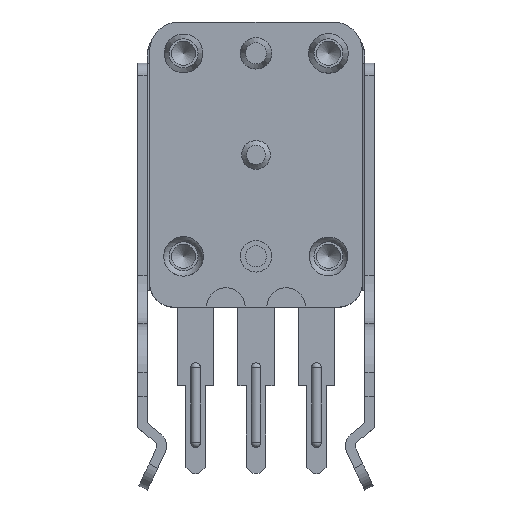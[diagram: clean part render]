
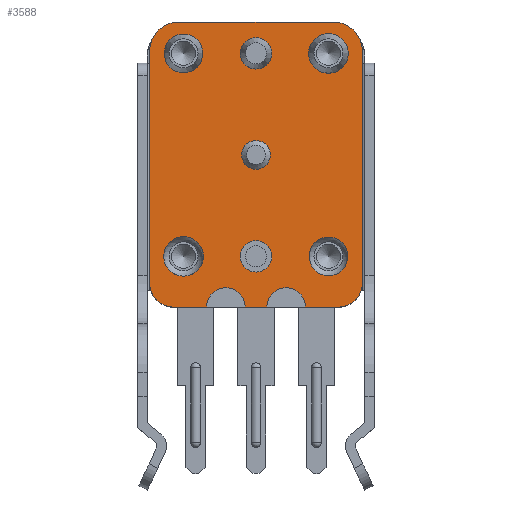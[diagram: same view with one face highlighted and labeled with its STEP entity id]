
A CAD part, top view. The second image highlights one B-rep face of the part: STEP entity #3588.
In plain terms, the highlighted planar face has unit normal (0, 0, 1).
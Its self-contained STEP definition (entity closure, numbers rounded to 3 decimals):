
#26=FACE_BOUND('',#1214,.T.);
#27=FACE_BOUND('',#1215,.T.);
#28=FACE_BOUND('',#1216,.T.);
#29=FACE_BOUND('',#1217,.T.);
#30=FACE_BOUND('',#1218,.T.);
#31=FACE_BOUND('',#1219,.T.);
#32=FACE_BOUND('',#1220,.T.);
#99=PLANE('',#3917);
#415=LINE('',#5751,#757);
#416=LINE('',#5755,#758);
#417=LINE('',#5759,#759);
#418=LINE('',#5763,#760);
#419=LINE('',#5767,#761);
#420=LINE('',#5770,#762);
#757=VECTOR('',#4701,1000.);
#758=VECTOR('',#4704,1000.);
#759=VECTOR('',#4707,1000.);
#760=VECTOR('',#4710,1000.);
#761=VECTOR('',#4713,1000.);
#762=VECTOR('',#4716,1000.);
#1019=FACE_OUTER_BOUND('',#1213,.T.);
#1213=EDGE_LOOP('',(#2895,#2896,#2897,#2898,#2899,#2900,#2901,#2902,#2903,
#2904,#2905,#2906));
#1214=EDGE_LOOP('',(#2907,#2908));
#1215=EDGE_LOOP('',(#2909,#2910));
#1216=EDGE_LOOP('',(#2911,#2912));
#1217=EDGE_LOOP('',(#2913,#2914));
#1218=EDGE_LOOP('',(#2915,#2916));
#1219=EDGE_LOOP('',(#2917,#2918));
#1220=EDGE_LOOP('',(#2919,#2920));
#1341=CIRCLE('',#3737,0.65);
#1342=CIRCLE('',#3738,0.65);
#1343=CIRCLE('',#3740,0.65);
#1344=CIRCLE('',#3741,0.65);
#1345=CIRCLE('',#3743,0.82);
#1346=CIRCLE('',#3744,0.82);
#1347=CIRCLE('',#3746,0.8);
#1348=CIRCLE('',#3747,0.8);
#1349=CIRCLE('',#3749,0.82);
#1350=CIRCLE('',#3750,0.82);
#1351=CIRCLE('',#3752,0.8);
#1352=CIRCLE('',#3753,0.8);
#1357=CIRCLE('',#3760,0.595);
#1358=CIRCLE('',#3761,0.595);
#1426=CIRCLE('',#3918,0.8);
#1427=CIRCLE('',#3919,1.);
#1428=CIRCLE('',#3920,1.2);
#1429=CIRCLE('',#3921,1.2);
#1430=CIRCLE('',#3922,1.);
#1431=CIRCLE('',#3923,0.8);
#1498=VERTEX_POINT('',#5157);
#1499=VERTEX_POINT('',#5159);
#1500=VERTEX_POINT('',#5163);
#1501=VERTEX_POINT('',#5165);
#1502=VERTEX_POINT('',#5169);
#1503=VERTEX_POINT('',#5170);
#1504=VERTEX_POINT('',#5175);
#1505=VERTEX_POINT('',#5177);
#1506=VERTEX_POINT('',#5181);
#1507=VERTEX_POINT('',#5182);
#1508=VERTEX_POINT('',#5187);
#1509=VERTEX_POINT('',#5189);
#1514=VERTEX_POINT('',#5203);
#1515=VERTEX_POINT('',#5204);
#1686=VERTEX_POINT('',#5747);
#1687=VERTEX_POINT('',#5748);
#1688=VERTEX_POINT('',#5750);
#1689=VERTEX_POINT('',#5752);
#1690=VERTEX_POINT('',#5754);
#1691=VERTEX_POINT('',#5756);
#1692=VERTEX_POINT('',#5758);
#1693=VERTEX_POINT('',#5760);
#1694=VERTEX_POINT('',#5762);
#1695=VERTEX_POINT('',#5764);
#1696=VERTEX_POINT('',#5766);
#1697=VERTEX_POINT('',#5768);
#1843=EDGE_CURVE('',#1498,#1499,#1341,.T.);
#1844=EDGE_CURVE('',#1499,#1498,#1342,.T.);
#1846=EDGE_CURVE('',#1500,#1501,#1343,.T.);
#1847=EDGE_CURVE('',#1501,#1500,#1344,.T.);
#1848=EDGE_CURVE('',#1502,#1503,#1345,.T.);
#1850=EDGE_CURVE('',#1503,#1502,#1346,.T.);
#1852=EDGE_CURVE('',#1504,#1505,#1347,.T.);
#1853=EDGE_CURVE('',#1505,#1504,#1348,.T.);
#1854=EDGE_CURVE('',#1506,#1507,#1349,.T.);
#1856=EDGE_CURVE('',#1507,#1506,#1350,.T.);
#1858=EDGE_CURVE('',#1508,#1509,#1351,.T.);
#1859=EDGE_CURVE('',#1509,#1508,#1352,.T.);
#1865=EDGE_CURVE('',#1514,#1515,#1357,.T.);
#1866=EDGE_CURVE('',#1515,#1514,#1358,.T.);
#2120=EDGE_CURVE('',#1686,#1687,#1426,.T.);
#2121=EDGE_CURVE('',#1686,#1688,#415,.T.);
#2122=EDGE_CURVE('',#1688,#1689,#1427,.T.);
#2123=EDGE_CURVE('',#1689,#1690,#416,.T.);
#2124=EDGE_CURVE('',#1690,#1691,#1428,.T.);
#2125=EDGE_CURVE('',#1691,#1692,#417,.T.);
#2126=EDGE_CURVE('',#1692,#1693,#1429,.T.);
#2127=EDGE_CURVE('',#1693,#1694,#418,.T.);
#2128=EDGE_CURVE('',#1694,#1695,#1430,.T.);
#2129=EDGE_CURVE('',#1695,#1696,#419,.T.);
#2130=EDGE_CURVE('',#1697,#1696,#1431,.T.);
#2131=EDGE_CURVE('',#1697,#1687,#420,.T.);
#2895=ORIENTED_EDGE('',*,*,#2120,.F.);
#2896=ORIENTED_EDGE('',*,*,#2121,.T.);
#2897=ORIENTED_EDGE('',*,*,#2122,.T.);
#2898=ORIENTED_EDGE('',*,*,#2123,.T.);
#2899=ORIENTED_EDGE('',*,*,#2124,.T.);
#2900=ORIENTED_EDGE('',*,*,#2125,.T.);
#2901=ORIENTED_EDGE('',*,*,#2126,.T.);
#2902=ORIENTED_EDGE('',*,*,#2127,.T.);
#2903=ORIENTED_EDGE('',*,*,#2128,.T.);
#2904=ORIENTED_EDGE('',*,*,#2129,.T.);
#2905=ORIENTED_EDGE('',*,*,#2130,.F.);
#2906=ORIENTED_EDGE('',*,*,#2131,.T.);
#2907=ORIENTED_EDGE('',*,*,#1859,.F.);
#2908=ORIENTED_EDGE('',*,*,#1858,.F.);
#2909=ORIENTED_EDGE('',*,*,#1844,.F.);
#2910=ORIENTED_EDGE('',*,*,#1843,.F.);
#2911=ORIENTED_EDGE('',*,*,#1854,.F.);
#2912=ORIENTED_EDGE('',*,*,#1856,.F.);
#2913=ORIENTED_EDGE('',*,*,#1853,.F.);
#2914=ORIENTED_EDGE('',*,*,#1852,.F.);
#2915=ORIENTED_EDGE('',*,*,#1847,.F.);
#2916=ORIENTED_EDGE('',*,*,#1846,.F.);
#2917=ORIENTED_EDGE('',*,*,#1848,.F.);
#2918=ORIENTED_EDGE('',*,*,#1850,.F.);
#2919=ORIENTED_EDGE('',*,*,#1865,.T.);
#2920=ORIENTED_EDGE('',*,*,#1866,.T.);
#3588=ADVANCED_FACE('',(#1019,#26,#27,#28,#29,#30,#31,#32),#99,.T.);
#3737=AXIS2_PLACEMENT_3D('',#5160,#4149,#4150);
#3738=AXIS2_PLACEMENT_3D('',#5161,#4151,#4152);
#3740=AXIS2_PLACEMENT_3D('',#5166,#4156,#4157);
#3741=AXIS2_PLACEMENT_3D('',#5167,#4158,#4159);
#3743=AXIS2_PLACEMENT_3D('',#5171,#4162,#4163);
#3744=AXIS2_PLACEMENT_3D('',#5173,#4165,#4166);
#3746=AXIS2_PLACEMENT_3D('',#5178,#4170,#4171);
#3747=AXIS2_PLACEMENT_3D('',#5179,#4172,#4173);
#3749=AXIS2_PLACEMENT_3D('',#5183,#4176,#4177);
#3750=AXIS2_PLACEMENT_3D('',#5185,#4179,#4180);
#3752=AXIS2_PLACEMENT_3D('',#5190,#4184,#4185);
#3753=AXIS2_PLACEMENT_3D('',#5191,#4186,#4187);
#3760=AXIS2_PLACEMENT_3D('',#5205,#4201,#4202);
#3761=AXIS2_PLACEMENT_3D('',#5206,#4203,#4204);
#3917=AXIS2_PLACEMENT_3D('',#5746,#4697,#4698);
#3918=AXIS2_PLACEMENT_3D('',#5749,#4699,#4700);
#3919=AXIS2_PLACEMENT_3D('',#5753,#4702,#4703);
#3920=AXIS2_PLACEMENT_3D('',#5757,#4705,#4706);
#3921=AXIS2_PLACEMENT_3D('',#5761,#4708,#4709);
#3922=AXIS2_PLACEMENT_3D('',#5765,#4711,#4712);
#3923=AXIS2_PLACEMENT_3D('',#5769,#4714,#4715);
#4149=DIRECTION('center_axis',(0.,0.,1.));
#4150=DIRECTION('ref_axis',(-1.,0.,0.));
#4151=DIRECTION('center_axis',(0.,0.,1.));
#4152=DIRECTION('ref_axis',(-1.,0.,0.));
#4156=DIRECTION('center_axis',(0.,0.,1.));
#4157=DIRECTION('ref_axis',(1.,0.,0.));
#4158=DIRECTION('center_axis',(0.,0.,1.));
#4159=DIRECTION('ref_axis',(1.,0.,0.));
#4162=DIRECTION('center_axis',(0.,0.,1.));
#4163=DIRECTION('ref_axis',(1.,0.,0.));
#4165=DIRECTION('center_axis',(0.,0.,1.));
#4166=DIRECTION('ref_axis',(1.,0.,0.));
#4170=DIRECTION('center_axis',(0.,0.,1.));
#4171=DIRECTION('ref_axis',(1.,0.,0.));
#4172=DIRECTION('center_axis',(0.,0.,1.));
#4173=DIRECTION('ref_axis',(1.,0.,0.));
#4176=DIRECTION('center_axis',(0.,0.,1.));
#4177=DIRECTION('ref_axis',(1.,0.,0.));
#4179=DIRECTION('center_axis',(0.,0.,1.));
#4180=DIRECTION('ref_axis',(1.,0.,0.));
#4184=DIRECTION('center_axis',(0.,0.,
1.));
#4185=DIRECTION('ref_axis',(-1.,0.,0.));
#4186=DIRECTION('center_axis',(0.,0.,
1.));
#4187=DIRECTION('ref_axis',(-1.,0.,0.));
#4201=DIRECTION('center_axis',(0.,0.,-1.));
#4202=DIRECTION('ref_axis',(1.,0.,0.));
#4203=DIRECTION('center_axis',(0.,0.,-1.));
#4204=DIRECTION('ref_axis',(1.,0.,0.));
#4697=DIRECTION('center_axis',(0.,0.,1.));
#4698=DIRECTION('ref_axis',(1.,0.,0.));
#4699=DIRECTION('center_axis',(0.,0.,1.));
#4700=DIRECTION('ref_axis',(-1.,0.,0.));
#4701=DIRECTION('',(1.,0.,0.));
#4702=DIRECTION('center_axis',(0.,0.,1.));
#4703=DIRECTION('ref_axis',(1.,0.,0.));
#4704=DIRECTION('',(0.,1.,0.));
#4705=DIRECTION('center_axis',(0.,0.,1.));
#4706=DIRECTION('ref_axis',(-1.,0.,0.));
#4707=DIRECTION('',(-1.,0.,0.));
#4708=DIRECTION('center_axis',(0.,0.,1.));
#4709=DIRECTION('ref_axis',(1.,0.,0.));
#4710=DIRECTION('',(0.,-1.,0.));
#4711=DIRECTION('center_axis',(0.,0.,1.));
#4712=DIRECTION('ref_axis',(1.,0.,0.));
#4713=DIRECTION('',(1.,0.,0.));
#4714=DIRECTION('center_axis',(0.,0.,1.));
#4715=DIRECTION('ref_axis',(-1.,0.,0.));
#4716=DIRECTION('',(1.,0.,0.));
#5157=CARTESIAN_POINT('',(0.65,-4.2,4.48));
#5159=CARTESIAN_POINT('',(-0.65,-4.2,4.48));
#5160=CARTESIAN_POINT('Origin',(0.,-4.2,4.48));
#5161=CARTESIAN_POINT('Origin',(0.,-4.2,4.48));
#5163=CARTESIAN_POINT('',(-0.65,4.2,4.48));
#5165=CARTESIAN_POINT('',(0.65,4.2,4.48));
#5166=CARTESIAN_POINT('Origin',(0.,4.2,4.48));
#5167=CARTESIAN_POINT('Origin',(0.,4.2,4.48));
#5169=CARTESIAN_POINT('',(2.18,4.2,4.48));
#5170=CARTESIAN_POINT('',(3.82,4.2,4.48));
#5171=CARTESIAN_POINT('Origin',(3.,4.2,4.48));
#5173=CARTESIAN_POINT('Origin',(3.,4.2,4.48));
#5175=CARTESIAN_POINT('',(-3.8,4.2,4.48));
#5177=CARTESIAN_POINT('',(-2.2,4.2,4.48));
#5178=CARTESIAN_POINT('Origin',(-3.,4.2,4.48));
#5179=CARTESIAN_POINT('Origin',(-3.,4.2,4.48));
#5181=CARTESIAN_POINT('',(-2.18,-4.2,4.48));
#5182=CARTESIAN_POINT('',(-3.82,-4.2,4.48));
#5183=CARTESIAN_POINT('Origin',(-3.,-4.2,4.48));
#5185=CARTESIAN_POINT('Origin',(-3.,-4.2,4.48));
#5187=CARTESIAN_POINT('',(3.8,-4.2,4.48));
#5189=CARTESIAN_POINT('',(2.2,-4.2,4.48));
#5190=CARTESIAN_POINT('Origin',(3.,-4.2,4.48));
#5191=CARTESIAN_POINT('Origin',(3.,-4.2,4.48));
#5203=CARTESIAN_POINT('',(0.595,0.,4.48));
#5204=CARTESIAN_POINT('',(-0.595,0.,4.48));
#5205=CARTESIAN_POINT('Origin',(0.,0.,
4.48));
#5206=CARTESIAN_POINT('Origin',(0.,0.,
4.48));
#5746=CARTESIAN_POINT('Origin',(0.,0.,4.48));
#5747=CARTESIAN_POINT('',(2.05,-6.3,4.48));
#5748=CARTESIAN_POINT('',(0.45,-6.3,4.48));
#5749=CARTESIAN_POINT('Origin',(1.25,-6.3,4.48));
#5750=CARTESIAN_POINT('',(3.4,-6.3,4.48));
#5751=CARTESIAN_POINT('',(-3.4,-6.3,4.48));
#5752=CARTESIAN_POINT('',(4.4,-5.3,4.48));
#5753=CARTESIAN_POINT('Origin',(3.4,-5.3,4.48));
#5754=CARTESIAN_POINT('',(4.4,4.3,4.48));
#5755=CARTESIAN_POINT('',(4.4,4.3,4.48));
#5756=CARTESIAN_POINT('',(3.2,5.5,4.48));
#5757=CARTESIAN_POINT('Origin',(3.2,4.3,4.48));
#5758=CARTESIAN_POINT('',(-3.2,5.5,4.48));
#5759=CARTESIAN_POINT('',(-3.2,5.5,4.48));
#5760=CARTESIAN_POINT('',(-4.4,4.3,4.48));
#5761=CARTESIAN_POINT('Origin',(-3.2,4.3,4.48));
#5762=CARTESIAN_POINT('',(-4.4,-5.3,4.48));
#5763=CARTESIAN_POINT('',(-4.4,4.3,4.48));
#5764=CARTESIAN_POINT('',(-3.4,-6.3,4.48));
#5765=CARTESIAN_POINT('Origin',(-3.4,-5.3,4.48));
#5766=CARTESIAN_POINT('',(-2.05,-6.3,4.48));
#5767=CARTESIAN_POINT('',(-3.4,-6.3,4.48));
#5768=CARTESIAN_POINT('',(-0.45,-6.3,4.48));
#5769=CARTESIAN_POINT('Origin',(-1.25,-6.3,4.48));
#5770=CARTESIAN_POINT('',(-3.4,-6.3,4.48));
